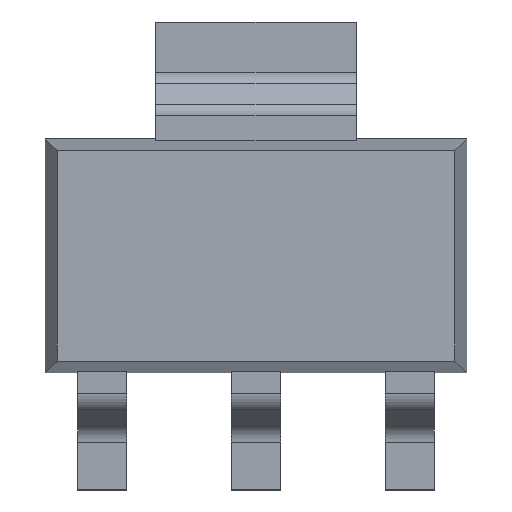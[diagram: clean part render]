
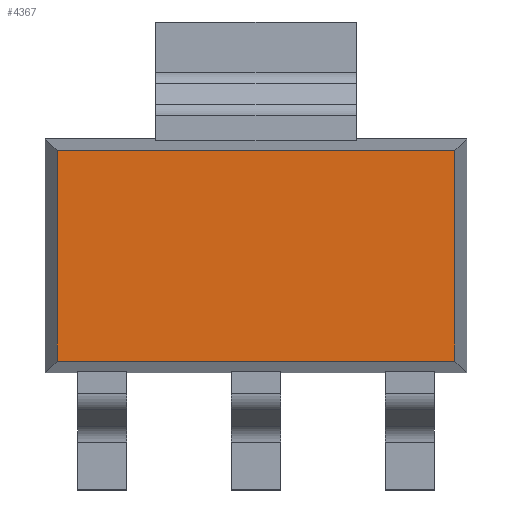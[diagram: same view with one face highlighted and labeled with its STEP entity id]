
A CAD part, top view. The second image highlights one B-rep face of the part: STEP entity #4367.
In plain terms, the highlighted planar face has unit normal (0, 0, 1).
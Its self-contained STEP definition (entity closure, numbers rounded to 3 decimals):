
#366 = PLANE('',#367);
#367 = AXIS2_PLACEMENT_3D('',#368,#369,#370);
#368 = CARTESIAN_POINT('',(-3.15,1.662,1.101));
#369 = DIRECTION('',(0.,-0.985,-0.174));
#370 = DIRECTION('',(1.,0.,0.));
#1291 = PLANE('',#1292);
#1292 = AXIS2_PLACEMENT_3D('',#1293,#1294,#1295);
#1293 = CARTESIAN_POINT('',(3.062,1.75,1.101));
#1294 = DIRECTION('',(-0.985,0.,-0.174));
#1295 = DIRECTION('',(0.,-1.,0.));
#1673 = VERTEX_POINT('',#1674);
#1674 = CARTESIAN_POINT('',(-2.974,1.574,1.6));
#1688 = PLANE('',#1689);
#1689 = AXIS2_PLACEMENT_3D('',#1690,#1691,#1692);
#1690 = CARTESIAN_POINT('',(-3.062,-1.75,1.101));
#1691 = DIRECTION('',(0.985,0.,-0.174));
#1692 = DIRECTION('',(0.,1.,0.));
#1724 = VERTEX_POINT('',#1725);
#1725 = CARTESIAN_POINT('',(2.974,1.574,1.6));
#1746 = EDGE_CURVE('',#1673,#1724,#1747,.T.);
#1747 = SURFACE_CURVE('',#1748,(#1752,#1759),.PCURVE_S1.);
#1748 = LINE('',#1749,#1750);
#1749 = CARTESIAN_POINT('',(-3.15,1.574,1.6));
#1750 = VECTOR('',#1751,1.);
#1751 = DIRECTION('',(1.,0.,0.));
#1752 = PCURVE('',#366,#1753);
#1753 = DEFINITIONAL_REPRESENTATION('',(#1754),#1758);
#1754 = LINE('',#1755,#1756);
#1755 = CARTESIAN_POINT('',(0.,0.507));
#1756 = VECTOR('',#1757,1.);
#1757 = DIRECTION('',(1.,0.));
#1758 = ( GEOMETRIC_REPRESENTATION_CONTEXT(2) 
PARAMETRIC_REPRESENTATION_CONTEXT() REPRESENTATION_CONTEXT('2D SPACE',''
  ) );
#1759 = PCURVE('',#1760,#1765);
#1760 = PLANE('',#1761);
#1761 = AXIS2_PLACEMENT_3D('',#1762,#1763,#1764);
#1762 = CARTESIAN_POINT('',(0.,0.,1.6));
#1763 = DIRECTION('',(-0.,-0.,-1.));
#1764 = DIRECTION('',(-1.,0.,0.));
#1765 = DEFINITIONAL_REPRESENTATION('',(#1766),#1770);
#1766 = LINE('',#1767,#1768);
#1767 = CARTESIAN_POINT('',(3.15,1.574));
#1768 = VECTOR('',#1769,1.);
#1769 = DIRECTION('',(-1.,0.));
#1770 = ( GEOMETRIC_REPRESENTATION_CONTEXT(2) 
PARAMETRIC_REPRESENTATION_CONTEXT() REPRESENTATION_CONTEXT('2D SPACE',''
  ) );
#2110 = PLANE('',#2111);
#2111 = AXIS2_PLACEMENT_3D('',#2112,#2113,#2114);
#2112 = CARTESIAN_POINT('',(3.15,-1.662,1.101));
#2113 = DIRECTION('',(0.,0.985,-0.174));
#2114 = DIRECTION('',(-1.,0.,0.));
#2177 = VERTEX_POINT('',#2178);
#2178 = CARTESIAN_POINT('',(2.974,-1.574,1.6));
#2199 = EDGE_CURVE('',#1724,#2177,#2200,.T.);
#2200 = SURFACE_CURVE('',#2201,(#2205,#2212),.PCURVE_S1.);
#2201 = LINE('',#2202,#2203);
#2202 = CARTESIAN_POINT('',(2.974,1.75,1.6));
#2203 = VECTOR('',#2204,1.);
#2204 = DIRECTION('',(0.,-1.,0.));
#2205 = PCURVE('',#1291,#2206);
#2206 = DEFINITIONAL_REPRESENTATION('',(#2207),#2211);
#2207 = LINE('',#2208,#2209);
#2208 = CARTESIAN_POINT('',(0.,0.507));
#2209 = VECTOR('',#2210,1.);
#2210 = DIRECTION('',(1.,0.));
#2211 = ( GEOMETRIC_REPRESENTATION_CONTEXT(2) 
PARAMETRIC_REPRESENTATION_CONTEXT() REPRESENTATION_CONTEXT('2D SPACE',''
  ) );
#2212 = PCURVE('',#1760,#2213);
#2213 = DEFINITIONAL_REPRESENTATION('',(#2214),#2218);
#2214 = LINE('',#2215,#2216);
#2215 = CARTESIAN_POINT('',(-2.974,1.75));
#2216 = VECTOR('',#2217,1.);
#2217 = DIRECTION('',(0.,-1.));
#2218 = ( GEOMETRIC_REPRESENTATION_CONTEXT(2) 
PARAMETRIC_REPRESENTATION_CONTEXT() REPRESENTATION_CONTEXT('2D SPACE',''
  ) );
#4323 = VERTEX_POINT('',#4324);
#4324 = CARTESIAN_POINT('',(-2.974,-1.574,1.6));
#4347 = EDGE_CURVE('',#4323,#1673,#4348,.T.);
#4348 = SURFACE_CURVE('',#4349,(#4353,#4360),.PCURVE_S1.);
#4349 = LINE('',#4350,#4351);
#4350 = CARTESIAN_POINT('',(-2.974,-1.75,1.6));
#4351 = VECTOR('',#4352,1.);
#4352 = DIRECTION('',(0.,1.,0.));
#4353 = PCURVE('',#1688,#4354);
#4354 = DEFINITIONAL_REPRESENTATION('',(#4355),#4359);
#4355 = LINE('',#4356,#4357);
#4356 = CARTESIAN_POINT('',(0.,0.507));
#4357 = VECTOR('',#4358,1.);
#4358 = DIRECTION('',(1.,0.));
#4359 = ( GEOMETRIC_REPRESENTATION_CONTEXT(2) 
PARAMETRIC_REPRESENTATION_CONTEXT() REPRESENTATION_CONTEXT('2D SPACE',''
  ) );
#4360 = PCURVE('',#1760,#4361);
#4361 = DEFINITIONAL_REPRESENTATION('',(#4362),#4366);
#4362 = LINE('',#4363,#4364);
#4363 = CARTESIAN_POINT('',(2.974,-1.75));
#4364 = VECTOR('',#4365,1.);
#4365 = DIRECTION('',(0.,1.));
#4366 = ( GEOMETRIC_REPRESENTATION_CONTEXT(2) 
PARAMETRIC_REPRESENTATION_CONTEXT() REPRESENTATION_CONTEXT('2D SPACE',''
  ) );
#4367 = ADVANCED_FACE('',(#4368),#1760,.F.);
#4368 = FACE_BOUND('',#4369,.F.);
#4369 = EDGE_LOOP('',(#4370,#4371,#4372,#4393));
#4370 = ORIENTED_EDGE('',*,*,#1746,.T.);
#4371 = ORIENTED_EDGE('',*,*,#2199,.T.);
#4372 = ORIENTED_EDGE('',*,*,#4373,.T.);
#4373 = EDGE_CURVE('',#2177,#4323,#4374,.T.);
#4374 = SURFACE_CURVE('',#4375,(#4379,#4386),.PCURVE_S1.);
#4375 = LINE('',#4376,#4377);
#4376 = CARTESIAN_POINT('',(3.15,-1.574,1.6));
#4377 = VECTOR('',#4378,1.);
#4378 = DIRECTION('',(-1.,0.,0.));
#4379 = PCURVE('',#1760,#4380);
#4380 = DEFINITIONAL_REPRESENTATION('',(#4381),#4385);
#4381 = LINE('',#4382,#4383);
#4382 = CARTESIAN_POINT('',(-3.15,-1.574));
#4383 = VECTOR('',#4384,1.);
#4384 = DIRECTION('',(1.,0.));
#4385 = ( GEOMETRIC_REPRESENTATION_CONTEXT(2) 
PARAMETRIC_REPRESENTATION_CONTEXT() REPRESENTATION_CONTEXT('2D SPACE',''
  ) );
#4386 = PCURVE('',#2110,#4387);
#4387 = DEFINITIONAL_REPRESENTATION('',(#4388),#4392);
#4388 = LINE('',#4389,#4390);
#4389 = CARTESIAN_POINT('',(0.,0.507));
#4390 = VECTOR('',#4391,1.);
#4391 = DIRECTION('',(1.,0.));
#4392 = ( GEOMETRIC_REPRESENTATION_CONTEXT(2) 
PARAMETRIC_REPRESENTATION_CONTEXT() REPRESENTATION_CONTEXT('2D SPACE',''
  ) );
#4393 = ORIENTED_EDGE('',*,*,#4347,.T.);
